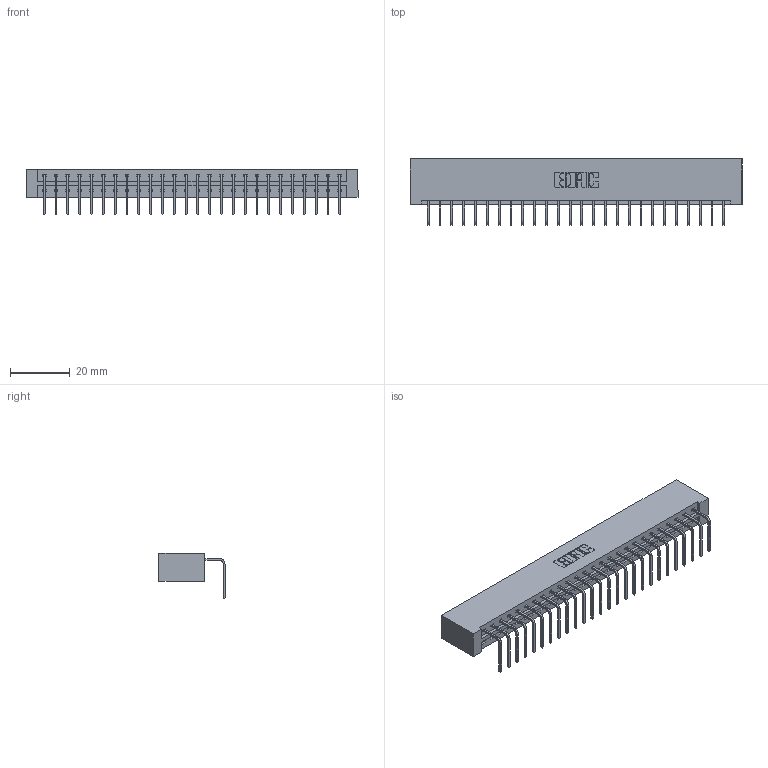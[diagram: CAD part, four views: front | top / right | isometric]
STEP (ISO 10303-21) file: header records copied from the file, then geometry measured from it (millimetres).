
FILE_DESCRIPTION (( 'STEP AP203' ), '1' );
FILE_NAME ('333-026-558-101.STEP', '2018-08-02T13:23:19', ( '' ), ( '' ), 'SwSTEP 2.0', 'SolidWorks 2016', '' );
FILE_SCHEMA (( 'CONFIG_CONTROL_DESIGN' ));
Length unit declared in the file: inch
Products named in the file (3): 333 Part_Lugless; 345-292-001_558 Tail - 2; 333-026-558-101
Assembly tree (27 placements, depth 2):
  333-026-558-101
    333 Part_Lugless
    345-292-001_558 Tail - 2  x26
Bounding box: 111.28 x 22.17 x 15.37 mm (x, y, z)
Volume: 11759.4 mm3; surface area: 13106.5 mm2
Topology: 27 solids, 27 shells, 1666 faces, 5019 edges, 3310 vertices
Faces by surface type: plane 1210, cylinder 456
Entity records: 17771 total; most frequent: CARTESIAN_POINT 3076, ORIENTED_EDGE 3038, DIRECTION 2619, EDGE_CURVE 1519, LINE 1399, VECTOR 1399, VERTEX_POINT 1010, AXIS2_PLACEMENT_3D 610
